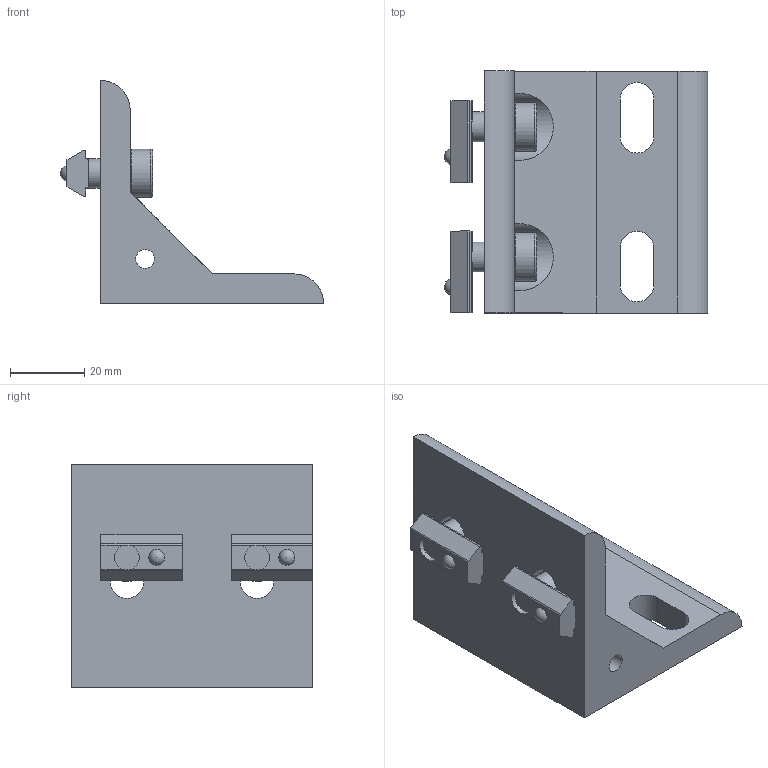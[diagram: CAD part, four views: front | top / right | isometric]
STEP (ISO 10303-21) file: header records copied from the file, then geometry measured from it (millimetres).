
FILE_DESCRIPTION(/* description */ ('Unknown'),/* implementation_level */ '2;1');
FILE_NAME(/* name */ '113.00150_00 Befestigungswinkel SX 60x60 kpl',/* time_stamp */ '2017-06-09T13:59:37+02:00',/* author */ ('Unknown'),/* organization */ ('Unknown'),/* preprocessor_version */ 'ST-DEVELOPER v16.7',/* originating_system */ 'DEX',/* authorisation */ $);
FILE_SCHEMA (('AUTOMOTIVE_DESIGN {1 0 10303 214 3 1 1}'));
Length unit declared in the file: millimetre
Products named in the file (4): 113.00150; 142.00277; 142.00134; 142.00218
Assembly tree (5 placements, depth 2):
  113.00150
    142.00277
    142.00134  x2
    142.00218  x2
Bounding box: 70.8 x 65 x 60 mm (x, y, z)
Volume: 69999.2 mm3; surface area: 21856.2 mm2
Topology: 5 solids, 5 shells, 100 faces, 264 edges, 176 vertices
Faces by surface type: plane 61, cylinder 31, cone 4, torus 2, sphere 2
Full cylindrical faces by diameter (mm): 5 x1, 6.647 x2, 8 x2, 13 x2
Entity records: 2374 total; most frequent: CARTESIAN_POINT 375, DIRECTION 355, ORIENTED_EDGE 328, EDGE_CURVE 164, AXIS2_PLACEMENT_3D 121, VERTEX_POINT 113, LINE 113, VECTOR 113
